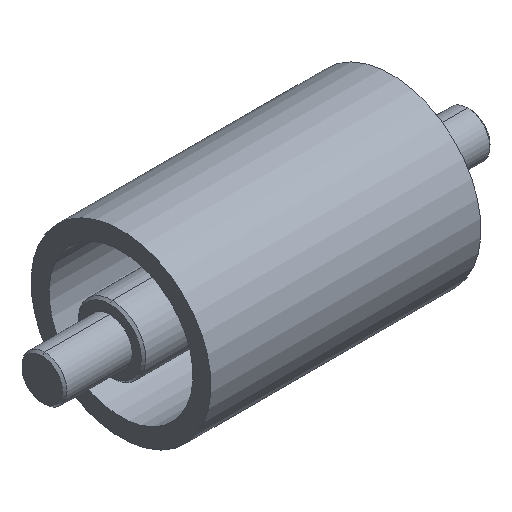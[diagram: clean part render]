
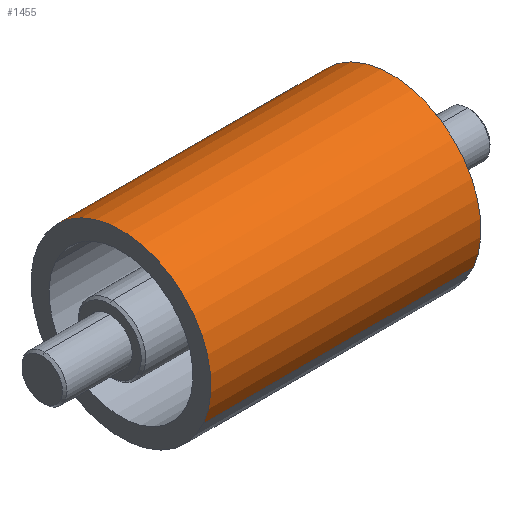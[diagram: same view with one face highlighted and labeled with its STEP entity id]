
A CAD part, isometric view. The second image highlights one B-rep face of the part: STEP entity #1455.
In plain terms, the highlighted cylindrical face has radius 20 mm (diameter 40 mm), a partial arc.
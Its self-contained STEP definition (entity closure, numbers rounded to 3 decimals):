
#82 = DIRECTION ( 'NONE',  ( -1., 0., 0. ) ) ;
#138 = AXIS2_PLACEMENT_3D ( 'NONE', #3021, #1087, #906 ) ;
#301 = CARTESIAN_POINT ( 'NONE',  ( 0., 0., 0. ) ) ;
#363 = FACE_OUTER_BOUND ( 'NONE', #420, .T. ) ;
#366 = DIRECTION ( 'NONE',  ( -1., 0., 0. ) ) ;
#420 = EDGE_LOOP ( 'NONE', ( #1221, #2253, #2163, #1108 ) ) ;
#544 = VECTOR ( 'NONE', #2399, 1000. ) ;
#698 = AXIS2_PLACEMENT_3D ( 'NONE', #301, #82, #3063 ) ;
#805 = VECTOR ( 'NONE', #2846, 1000. ) ;
#825 = LINE ( 'NONE', #2074, #805 ) ;
#870 = CIRCLE ( 'NONE', #2409, 20. ) ;
#906 = DIRECTION ( 'NONE',  ( 0., 0., 1. ) ) ;
#1017 = VERTEX_POINT ( 'NONE', #3029 ) ;
#1085 = EDGE_CURVE ( 'NONE', #1017, #1337, #870, .T. ) ;
#1087 = DIRECTION ( 'NONE',  ( -1., 0., 0. ) ) ;
#1108 = ORIENTED_EDGE ( 'NONE', *, *, #1085, .F. ) ;
#1221 = ORIENTED_EDGE ( 'NONE', *, *, #2149, .F. ) ;
#1337 = VERTEX_POINT ( 'NONE', #2231 ) ;
#1351 = DIRECTION ( 'NONE',  ( 0., 0., 1. ) ) ;
#1455 = ADVANCED_FACE ( 'NONE', ( #363 ), #2771, .T. ) ;
#1520 = CIRCLE ( 'NONE', #138, 20. ) ;
#1668 = VERTEX_POINT ( 'NONE', #2579 ) ;
#1717 = EDGE_CURVE ( 'NONE', #1668, #1337, #2632, .T. ) ;
#1746 = VERTEX_POINT ( 'NONE', #2840 ) ;
#2062 = EDGE_CURVE ( 'NONE', #1746, #1668, #1520, .T. ) ;
#2074 = CARTESIAN_POINT ( 'NONE',  ( 0., 0., -20. ) ) ;
#2149 = EDGE_CURVE ( 'NONE', #1746, #1017, #825, .T. ) ;
#2163 = ORIENTED_EDGE ( 'NONE', *, *, #1717, .T. ) ;
#2168 = CARTESIAN_POINT ( 'NONE',  ( 0., 0., 20. ) ) ;
#2231 = CARTESIAN_POINT ( 'NONE',  ( 0., 0., 20. ) ) ;
#2253 = ORIENTED_EDGE ( 'NONE', *, *, #2062, .T. ) ;
#2399 = DIRECTION ( 'NONE',  ( -1., 0., 0. ) ) ;
#2409 = AXIS2_PLACEMENT_3D ( 'NONE', #2562, #366, #1351 ) ;
#2562 = CARTESIAN_POINT ( 'NONE',  ( 0., 0., 0. ) ) ;
#2579 = CARTESIAN_POINT ( 'NONE',  ( 60., 0., 20. ) ) ;
#2632 = LINE ( 'NONE', #2168, #544 ) ;
#2771 = CYLINDRICAL_SURFACE ( 'NONE', #698, 20. ) ;
#2840 = CARTESIAN_POINT ( 'NONE',  ( 60., 0., -20. ) ) ;
#2846 = DIRECTION ( 'NONE',  ( -1., 0., 0. ) ) ;
#3021 = CARTESIAN_POINT ( 'NONE',  ( 60., 0., 0. ) ) ;
#3029 = CARTESIAN_POINT ( 'NONE',  ( 0., 0., -20. ) ) ;
#3063 = DIRECTION ( 'NONE',  ( 0., 0., 1. ) ) ;
